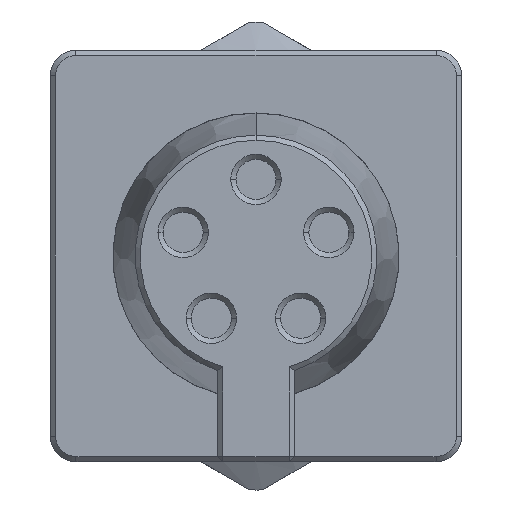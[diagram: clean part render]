
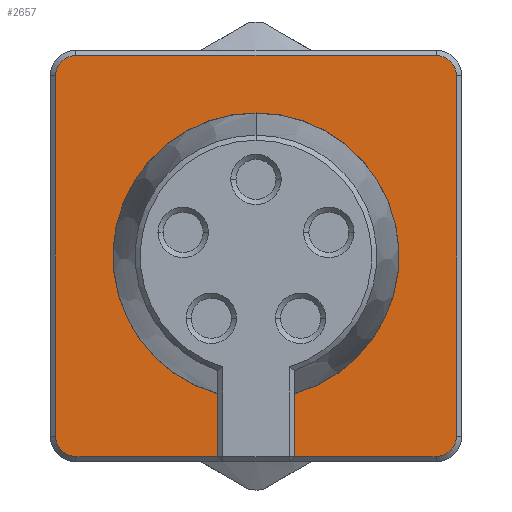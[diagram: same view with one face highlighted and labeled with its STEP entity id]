
A CAD part, front view. The second image highlights one B-rep face of the part: STEP entity #2657.
In plain terms, the highlighted planar face has unit normal (0, -1, 0).
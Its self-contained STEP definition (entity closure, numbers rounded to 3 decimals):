
#329=CARTESIAN_POINT('',(0.,-1.4,2.5));
#330=VERTEX_POINT('',#329);
#346=CARTESIAN_POINT('',(0.75,-1.4,-2.385));
#347=VERTEX_POINT('',#346);
#354=CARTESIAN_POINT('',(0.0,-1.4,0.));
#355=DIRECTION('',(0.0,1.0,0.0));
#356=DIRECTION('',(0.0,0.0,1.0));
#357=AXIS2_PLACEMENT_3D('',#354,#355,#356);
#358=CIRCLE('',#357,2.5);
#359=EDGE_CURVE('',#330,#347,#358,.T.);
#2300=CARTESIAN_POINT('',(0.75,-1.4,-3.9));
#2301=VERTEX_POINT('',#2300);
#2346=CARTESIAN_POINT('',(-0.75,-1.4,-3.9));
#2347=VERTEX_POINT('',#2346);
#2445=CARTESIAN_POINT('',(-0.75,-1.4,-2.385));
#2446=VERTEX_POINT('',#2445);
#2453=CARTESIAN_POINT('',(-0.75,-1.4,-3.9));
#2454=DIRECTION('',(0.0,0.0,1.0));
#2455=VECTOR('',#2454,1.515);
#2456=LINE('',#2453,#2455);
#2457=EDGE_CURVE('',#2347,#2446,#2456,.T.);
#2468=CARTESIAN_POINT('',(0.75,-1.4,-2.385));
#2469=DIRECTION('',(0.0,0.0,-1.0));
#2470=VECTOR('',#2469,1.515);
#2471=LINE('',#2468,#2470);
#2472=EDGE_CURVE('',#347,#2301,#2471,.T.);
#2537=CARTESIAN_POINT('',(-3.5,-1.4,-3.9));
#2538=VERTEX_POINT('',#2537);
#2539=CARTESIAN_POINT('',(-0.75,-1.4,-3.9));
#2540=DIRECTION('',(-1.0,0.0,0.0));
#2541=VECTOR('',#2540,2.75);
#2542=LINE('',#2539,#2541);
#2543=EDGE_CURVE('',#2347,#2538,#2542,.T.);
#2562=CARTESIAN_POINT('',(3.5,-1.4,-3.9));
#2563=VERTEX_POINT('',#2562);
#2570=CARTESIAN_POINT('',(3.5,-1.4,-3.9));
#2571=DIRECTION('',(-1.0,0.0,0.0));
#2572=VECTOR('',#2571,2.75);
#2573=LINE('',#2570,#2572);
#2574=EDGE_CURVE('',#2563,#2301,#2573,.T.);
#2580=CARTESIAN_POINT('',(0.,-1.4,0.));
#2581=DIRECTION('',(0.0,1.0,0.0));
#2582=DIRECTION('',(0.0,0.0,1.0));
#2583=AXIS2_PLACEMENT_3D('',#2580,#2581,#2582);
#2584=PLANE('',#2583);
#2585=ORIENTED_EDGE('',*,*,#2472,.T.);
#2586=ORIENTED_EDGE('',*,*,#2574,.F.);
#2587=CARTESIAN_POINT('',(3.9,-1.4,-3.5));
#2588=VERTEX_POINT('',#2587);
#2589=CARTESIAN_POINT('',(3.5,-1.4,-3.5));
#2590=DIRECTION('',(0.0,1.0,0.0));
#2591=DIRECTION('',(1.0,0.0,0.0));
#2592=AXIS2_PLACEMENT_3D('',#2589,#2590,#2591);
#2593=CIRCLE('',#2592,0.4);
#2594=EDGE_CURVE('',#2588,#2563,#2593,.T.);
#2595=ORIENTED_EDGE('',*,*,#2594,.F.);
#2596=CARTESIAN_POINT('',(3.9,-1.4,3.5));
#2597=VERTEX_POINT('',#2596);
#2598=CARTESIAN_POINT('',(3.9,-1.4,3.5));
#2599=DIRECTION('',(0.0,0.0,-1.0));
#2600=VECTOR('',#2599,7.0);
#2601=LINE('',#2598,#2600);
#2602=EDGE_CURVE('',#2597,#2588,#2601,.T.);
#2603=ORIENTED_EDGE('',*,*,#2602,.F.);
#2604=CARTESIAN_POINT('',(3.5,-1.4,3.9));
#2605=VERTEX_POINT('',#2604);
#2606=CARTESIAN_POINT('',(3.5,-1.4,3.5));
#2607=DIRECTION('',(0.0,1.0,0.0));
#2608=DIRECTION('',(0.0,0.0,1.0));
#2609=AXIS2_PLACEMENT_3D('',#2606,#2607,#2608);
#2610=CIRCLE('',#2609,0.4);
#2611=EDGE_CURVE('',#2605,#2597,#2610,.T.);
#2612=ORIENTED_EDGE('',*,*,#2611,.F.);
#2613=CARTESIAN_POINT('',(-3.5,-1.4,3.9));
#2614=VERTEX_POINT('',#2613);
#2615=CARTESIAN_POINT('',(-3.5,-1.4,3.9));
#2616=DIRECTION('',(1.0,0.0,0.0));
#2617=VECTOR('',#2616,7.);
#2618=LINE('',#2615,#2617);
#2619=EDGE_CURVE('',#2614,#2605,#2618,.T.);
#2620=ORIENTED_EDGE('',*,*,#2619,.F.);
#2621=CARTESIAN_POINT('',(-3.9,-1.4,3.5));
#2622=VERTEX_POINT('',#2621);
#2623=CARTESIAN_POINT('',(-3.5,-1.4,3.5));
#2624=DIRECTION('',(0.0,1.0,0.0));
#2625=DIRECTION('',(-1.0,0.0,0.0));
#2626=AXIS2_PLACEMENT_3D('',#2623,#2624,#2625);
#2627=CIRCLE('',#2626,0.4);
#2628=EDGE_CURVE('',#2622,#2614,#2627,.T.);
#2629=ORIENTED_EDGE('',*,*,#2628,.F.);
#2630=CARTESIAN_POINT('',(-3.9,-1.4,-3.5));
#2631=VERTEX_POINT('',#2630);
#2632=CARTESIAN_POINT('',(-3.9,-1.4,-3.5));
#2633=DIRECTION('',(0.0,0.0,1.0));
#2634=VECTOR('',#2633,7.);
#2635=LINE('',#2632,#2634);
#2636=EDGE_CURVE('',#2631,#2622,#2635,.T.);
#2637=ORIENTED_EDGE('',*,*,#2636,.F.);
#2638=CARTESIAN_POINT('',(-3.5,-1.4,-3.5));
#2639=DIRECTION('',(0.0,1.0,0.0));
#2640=DIRECTION('',(0.0,0.0,-1.0));
#2641=AXIS2_PLACEMENT_3D('',#2638,#2639,#2640);
#2642=CIRCLE('',#2641,0.4);
#2643=EDGE_CURVE('',#2538,#2631,#2642,.T.);
#2644=ORIENTED_EDGE('',*,*,#2643,.F.);
#2645=ORIENTED_EDGE('',*,*,#2543,.F.);
#2646=ORIENTED_EDGE('',*,*,#2457,.T.);
#2647=CARTESIAN_POINT('',(0.0,-1.4,0.));
#2648=DIRECTION('',(0.0,1.0,0.0));
#2649=DIRECTION('',(0.0,0.0,1.0));
#2650=AXIS2_PLACEMENT_3D('',#2647,#2648,#2649);
#2651=CIRCLE('',#2650,2.5);
#2652=EDGE_CURVE('',#2446,#330,#2651,.T.);
#2653=ORIENTED_EDGE('',*,*,#2652,.T.);
#2654=ORIENTED_EDGE('',*,*,#359,.T.);
#2655=EDGE_LOOP('',(#2585,#2586,#2595,#2603,#2612,#2620,#2629,#2637,#2644,#2645,#2646,#2653,#2654));
#2656=FACE_OUTER_BOUND('',#2655,.T.);
#2657=ADVANCED_FACE('',(#2656),#2584,.F.);
